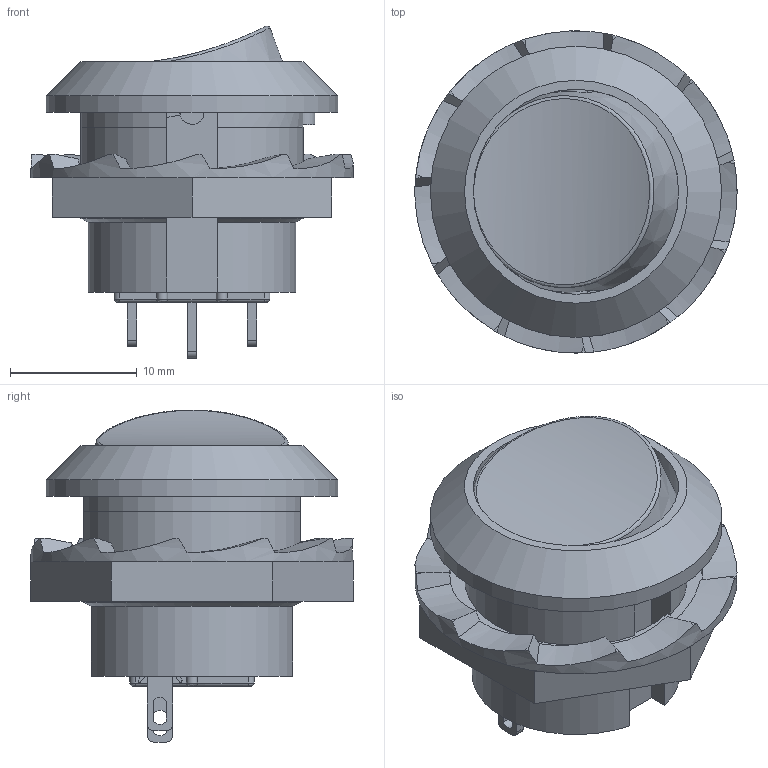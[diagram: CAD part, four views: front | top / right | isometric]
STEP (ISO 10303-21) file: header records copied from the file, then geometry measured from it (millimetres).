
FILE_DESCRIPTION((' '),'2;1');
FILE_NAME('RR3130CxxxxxxES.stp','2017-08-03T08:11:30',(' '),(' '),' ','ACIS',' ');
FILE_SCHEMA(('CONFIG_CONTROL_DESIGN'));
Length unit declared in the file: inch
Products named in the file (1): RR3130CxxxxxxES.stp
Bounding box: 25.44 x 25.5 x 26.21 mm (x, y, z)
Volume: 4747.5 mm3; surface area: 4181.1 mm2
Topology: 1 solids, 1 shells, 263 faces, 811 edges, 525 vertices
Faces by surface type: plane 172, cylinder 78, bspline 7, cone 6
Full cylindrical faces by diameter (mm): 1.9 x2, 3.2 x1, 4.9 x1, 16.2 x1, 20 x1, 23 x1, 25.44 x1
Entity records: 9678 total; most frequent: CARTESIAN_POINT 2275, ORIENTED_EDGE 1590, DIRECTION 1485, EDGE_CURVE 795, VERTEX_POINT 518, VECTOR 517, LINE 517, AXIS2_PLACEMENT_3D 484
